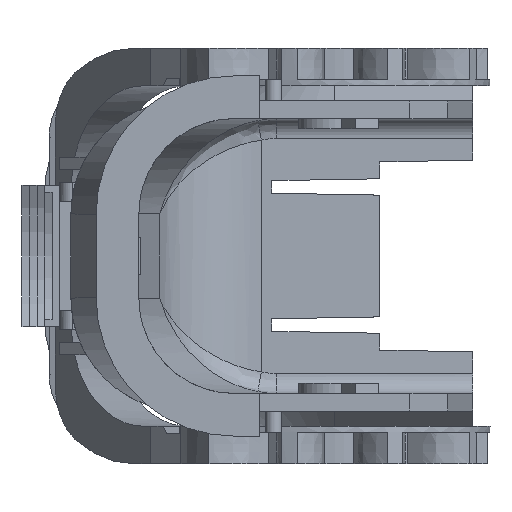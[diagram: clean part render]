
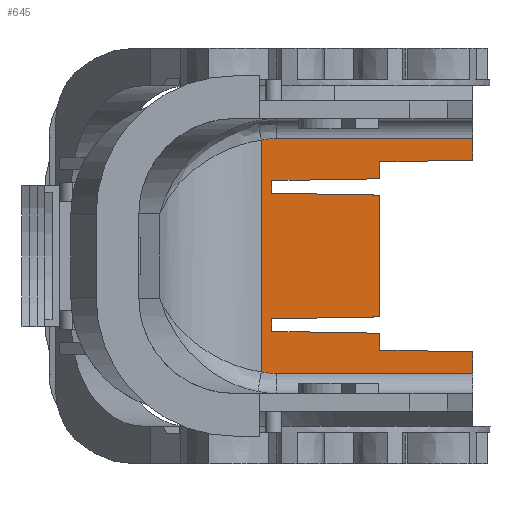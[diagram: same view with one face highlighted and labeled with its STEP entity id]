
A CAD part, left-side view. The second image highlights one B-rep face of the part: STEP entity #645.
In plain terms, the highlighted planar face has unit normal (-1, -0.018, 0).
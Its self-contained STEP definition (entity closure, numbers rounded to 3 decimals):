
#489=ELLIPSE('',#6551,6.308,6.);
#494=ELLIPSE('',#6567,6.308,6.);
#645=ADVANCED_FACE('',(#1175),#915,.F.);
#915=PLANE('',#6568);
#1175=FACE_OUTER_BOUND('',#1495,.T.);
#1495=EDGE_LOOP('',(#2482,#2483,#2484,#2485,#2486,#2487,#2488,#2489,#2490,
#2491,#2492,#2493,#2494,#2495,#2496,#2497,#2498,#2499));
#2482=ORIENTED_EDGE('',*,*,#4587,.T.);
#2483=ORIENTED_EDGE('',*,*,#4588,.T.);
#2484=ORIENTED_EDGE('',*,*,#4589,.F.);
#2485=ORIENTED_EDGE('',*,*,#4590,.F.);
#2486=ORIENTED_EDGE('',*,*,#4591,.T.);
#2487=ORIENTED_EDGE('',*,*,#4592,.F.);
#2488=ORIENTED_EDGE('',*,*,#4593,.T.);
#2489=ORIENTED_EDGE('',*,*,#4594,.F.);
#2490=ORIENTED_EDGE('',*,*,#4595,.F.);
#2491=ORIENTED_EDGE('',*,*,#4596,.F.);
#2492=ORIENTED_EDGE('',*,*,#4552,.F.);
#2493=ORIENTED_EDGE('',*,*,#4550,.F.);
#2494=ORIENTED_EDGE('',*,*,#4568,.T.);
#2495=ORIENTED_EDGE('',*,*,#4571,.T.);
#2496=ORIENTED_EDGE('',*,*,#4572,.T.);
#2497=ORIENTED_EDGE('',*,*,#4577,.T.);
#2498=ORIENTED_EDGE('',*,*,#4580,.T.);
#2499=ORIENTED_EDGE('',*,*,#4584,.F.);
#3780=VERTEX_POINT('',#9533);
#3835=VERTEX_POINT('',#9735);
#3836=VERTEX_POINT('',#9737);
#3844=VERTEX_POINT('',#9797);
#3846=VERTEX_POINT('',#9803);
#3847=VERTEX_POINT('',#9807);
#3850=VERTEX_POINT('',#9815);
#3852=VERTEX_POINT('',#9821);
#3856=VERTEX_POINT('',#9830);
#3858=VERTEX_POINT('',#9837);
#3859=VERTEX_POINT('',#9839);
#3860=VERTEX_POINT('',#9841);
#3861=VERTEX_POINT('',#9843);
#3862=VERTEX_POINT('',#9845);
#3863=VERTEX_POINT('',#9847);
#3864=VERTEX_POINT('',#9849);
#3865=VERTEX_POINT('',#9851);
#3866=VERTEX_POINT('',#9853);
#4550=EDGE_CURVE('',#3835,#3836,#5321,.T.);
#4552=EDGE_CURVE('',#3836,#3780,#489,.T.);
#4568=EDGE_CURVE('',#3835,#3844,#5330,.T.);
#4571=EDGE_CURVE('',#3844,#3846,#5333,.T.);
#4572=EDGE_CURVE('',#3846,#3847,#5334,.T.);
#4577=EDGE_CURVE('',#3847,#3850,#5339,.T.);
#4580=EDGE_CURVE('',#3850,#3852,#5342,.T.);
#4584=EDGE_CURVE('',#3856,#3852,#5346,.T.);
#4587=EDGE_CURVE('',#3856,#3858,#5349,.T.);
#4588=EDGE_CURVE('',#3858,#3859,#5350,.T.);
#4589=EDGE_CURVE('',#3860,#3859,#5351,.T.);
#4590=EDGE_CURVE('',#3861,#3860,#5352,.T.);
#4591=EDGE_CURVE('',#3861,#3862,#5353,.T.);
#4592=EDGE_CURVE('',#3863,#3862,#5354,.T.);
#4593=EDGE_CURVE('',#3863,#3864,#5355,.T.);
#4594=EDGE_CURVE('',#3865,#3864,#5356,.T.);
#4595=EDGE_CURVE('',#3866,#3865,#494,.T.);
#4596=EDGE_CURVE('',#3780,#3866,#5357,.T.);
#5321=LINE('',#9736,#5975);
#5330=LINE('',#9798,#5984);
#5333=LINE('',#9804,#5987);
#5334=LINE('',#9806,#5988);
#5339=LINE('',#9816,#5993);
#5342=LINE('',#9822,#5996);
#5346=LINE('',#9831,#6000);
#5349=LINE('',#9836,#6003);
#5350=LINE('',#9838,#6004);
#5351=LINE('',#9840,#6005);
#5352=LINE('',#9842,#6006);
#5353=LINE('',#9844,#6007);
#5354=LINE('',#9846,#6008);
#5355=LINE('',#9848,#6009);
#5356=LINE('',#9850,#6010);
#5357=LINE('',#9854,#6011);
#5975=VECTOR('',#7568,1.);
#5984=VECTOR('',#7601,1.);
#5987=VECTOR('',#7606,1.);
#5988=VECTOR('',#7609,1.);
#5993=VECTOR('',#7616,1.);
#5996=VECTOR('',#7621,1.);
#6000=VECTOR('',#7627,1.);
#6003=VECTOR('',#7632,1.);
#6004=VECTOR('',#7633,1.);
#6005=VECTOR('',#7634,1.);
#6006=VECTOR('',#7635,1.);
#6007=VECTOR('',#7636,1.);
#6008=VECTOR('',#7637,1.);
#6009=VECTOR('',#7638,1.);
#6010=VECTOR('',#7639,1.);
#6011=VECTOR('',#7642,1.);
#6551=AXIS2_PLACEMENT_3D('',#9740,#7573,#7574);
#6567=AXIS2_PLACEMENT_3D('',#9852,#7640,#7641);
#6568=AXIS2_PLACEMENT_3D('',#9855,#7643,#7644);
#7568=DIRECTION('',(-0.017,1.,0.));
#7573=DIRECTION('',(1.,0.017,0.));
#7574=DIRECTION('',(0.017,-1.,0.));
#7601=DIRECTION('',(0.,0.,1.));
#7606=DIRECTION('',(-0.017,1.,0.017));
#7609=DIRECTION('',(0.,0.,1.));
#7616=DIRECTION('',(-0.017,1.,0.017));
#7621=DIRECTION('',(0.,0.,1.));
#7627=DIRECTION('',(-0.017,1.,-0.017));
#7632=DIRECTION('',(0.,0.,1.));
#7633=DIRECTION('',(-0.017,1.,0.017));
#7634=DIRECTION('',(0.,0.,-1.));
#7635=DIRECTION('',(-0.017,1.,-0.017));
#7636=DIRECTION('',(0.,0.,1.));
#7637=DIRECTION('',(-0.017,1.,-0.017));
#7638=DIRECTION('',(0.,0.,1.));
#7639=DIRECTION('',(0.017,-1.,0.));
#7640=DIRECTION('',(1.,0.017,0.));
#7641=DIRECTION('',(-0.017,1.,0.));
#7642=DIRECTION('',(0.,0.,1.));
#7643=DIRECTION('',(1.,0.017,0.));
#7644=DIRECTION('',(0.017,-1.,0.));
#9533=CARTESIAN_POINT('',(41.406,16.839,-9.236));
#9735=CARTESIAN_POINT('',(41.7,0.,-9.35));
#9736=CARTESIAN_POINT('',(41.7,-0.024,-9.35));
#9737=CARTESIAN_POINT('',(41.427,15.617,-9.35));
#9740=CARTESIAN_POINT('',(41.427,15.617,-3.35));
#9797=CARTESIAN_POINT('',(41.7,0.,-7.629));
#9798=CARTESIAN_POINT('',(41.7,0.,0.));
#9803=CARTESIAN_POINT('',(41.571,7.4,-7.5));
#9804=CARTESIAN_POINT('',(41.698,0.109,-7.627));
#9806=CARTESIAN_POINT('',(41.571,7.4,0.));
#9807=CARTESIAN_POINT('',(41.571,7.4,-6.15));
#9815=CARTESIAN_POINT('',(41.421,16.,-6.));
#9816=CARTESIAN_POINT('',(41.698,0.085,-6.278));
#9821=CARTESIAN_POINT('',(41.421,16.,-5.));
#9822=CARTESIAN_POINT('',(41.421,16.,0.));
#9830=CARTESIAN_POINT('',(41.571,7.4,-4.85));
#9831=CARTESIAN_POINT('',(41.421,15.986,-5.));
#9836=CARTESIAN_POINT('',(41.571,7.4,0.));
#9837=CARTESIAN_POINT('',(41.571,7.4,4.85));
#9838=CARTESIAN_POINT('',(41.702,-0.107,4.719));
#9839=CARTESIAN_POINT('',(41.421,16.,5.));
#9840=CARTESIAN_POINT('',(41.421,16.,5.));
#9841=CARTESIAN_POINT('',(41.421,16.,6.));
#9842=CARTESIAN_POINT('',(41.421,15.986,6.));
#9843=CARTESIAN_POINT('',(41.571,7.4,6.15));
#9844=CARTESIAN_POINT('',(41.571,7.4,0.));
#9845=CARTESIAN_POINT('',(41.571,7.4,7.5));
#9846=CARTESIAN_POINT('',(41.571,7.388,7.5));
#9847=CARTESIAN_POINT('',(41.7,0.,7.629));
#9848=CARTESIAN_POINT('',(41.7,0.,0.));
#9849=CARTESIAN_POINT('',(41.7,0.,9.35));
#9850=CARTESIAN_POINT('',(41.7,-0.024,9.35));
#9851=CARTESIAN_POINT('',(41.427,15.617,9.35));
#9852=CARTESIAN_POINT('',(41.427,15.617,3.35));
#9853=CARTESIAN_POINT('',(41.406,16.839,9.236));
#9854=CARTESIAN_POINT('',(41.406,16.839,0.));
#9855=CARTESIAN_POINT('',(41.7,-0.024,0.));
